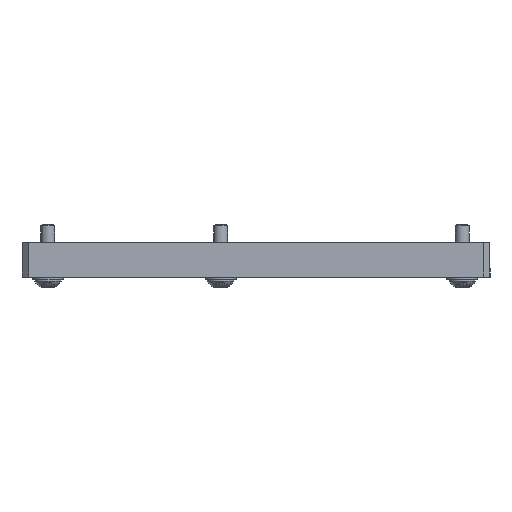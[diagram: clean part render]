
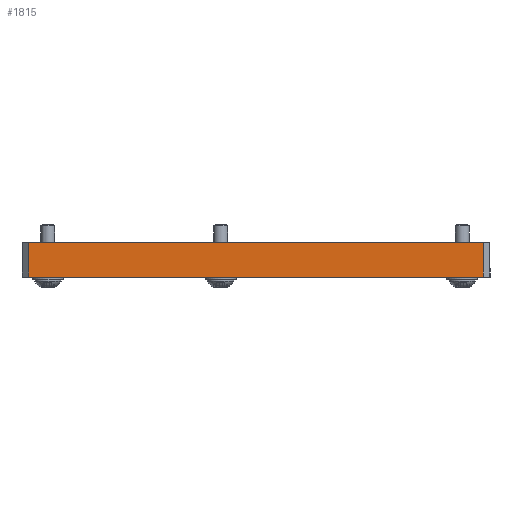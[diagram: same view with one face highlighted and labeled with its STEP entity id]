
A CAD part, left-side view. The second image highlights one B-rep face of the part: STEP entity #1815.
In plain terms, the highlighted face is planar.
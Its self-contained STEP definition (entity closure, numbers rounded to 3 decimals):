
#42 = ORIENTED_EDGE ( 'NONE', *, *, #141, .T. ) ;
#109 = CARTESIAN_POINT ( 'NONE',  ( 303.5, 0., -133.5 ) ) ;
#141 = EDGE_CURVE ( 'NONE', #1184, #1396, #2010, .T. ) ;
#261 = CARTESIAN_POINT ( 'NONE',  ( 303.5, -10., -133.5 ) ) ;
#290 = CARTESIAN_POINT ( 'NONE',  ( 303.5, 0., -133.5 ) ) ;
#323 = LINE ( 'NONE', #2968, #1857 ) ;
#472 = PLANE ( 'NONE',  #2594 ) ;
#503 = ORIENTED_EDGE ( 'NONE', *, *, #1488, .F. ) ;
#533 = DIRECTION ( 'NONE',  ( 0., 0., -1. ) ) ;
#778 = VECTOR ( 'NONE', #1425, 1000. ) ;
#799 = VERTEX_POINT ( 'NONE', #2135 ) ;
#803 = LINE ( 'NONE', #2541, #2460 ) ;
#813 = CARTESIAN_POINT ( 'NONE',  ( 303.5, -10., -2. ) ) ;
#923 = LINE ( 'NONE', #2886, #778 ) ;
#954 = DIRECTION ( 'NONE',  ( -1., 0., 0. ) ) ;
#968 = EDGE_LOOP ( 'NONE', ( #503, #1804, #2506, #42 ) ) ;
#1184 = VERTEX_POINT ( 'NONE', #261 ) ;
#1293 = VERTEX_POINT ( 'NONE', #813 ) ;
#1316 = EDGE_CURVE ( 'NONE', #1293, #1184, #323, .T. ) ;
#1396 = VERTEX_POINT ( 'NONE', #109 ) ;
#1425 = DIRECTION ( 'NONE',  ( 0., 0., -1. ) ) ;
#1488 = EDGE_CURVE ( 'NONE', #799, #1396, #923, .T. ) ;
#1525 = DIRECTION ( 'NONE',  ( 0., 0., 1. ) ) ;
#1599 = FACE_OUTER_BOUND ( 'NONE', #968, .T. ) ;
#1804 = ORIENTED_EDGE ( 'NONE', *, *, #2287, .T. ) ;
#1815 = ADVANCED_FACE ( 'NONE', ( #1599 ), #472, .F. ) ;
#1857 = VECTOR ( 'NONE', #533, 1000. ) ;
#2010 = LINE ( 'NONE', #290, #2600 ) ;
#2122 = CARTESIAN_POINT ( 'NONE',  ( 303.5, -10., -135.5 ) ) ;
#2135 = CARTESIAN_POINT ( 'NONE',  ( 303.5, 0., -2. ) ) ;
#2242 = DIRECTION ( 'NONE',  ( 0., 1., 0. ) ) ;
#2250 = DIRECTION ( 'NONE',  ( 0., -1., 0. ) ) ;
#2287 = EDGE_CURVE ( 'NONE', #799, #1293, #803, .T. ) ;
#2460 = VECTOR ( 'NONE', #2250, 1000. ) ;
#2506 = ORIENTED_EDGE ( 'NONE', *, *, #1316, .T. ) ;
#2541 = CARTESIAN_POINT ( 'NONE',  ( 303.5, -10., -2. ) ) ;
#2594 = AXIS2_PLACEMENT_3D ( 'NONE', #2122, #954, #1525 ) ;
#2600 = VECTOR ( 'NONE', #2242, 1000. ) ;
#2886 = CARTESIAN_POINT ( 'NONE',  ( 303.5, 0., 0. ) ) ;
#2968 = CARTESIAN_POINT ( 'NONE',  ( 303.5, -10., 0. ) ) ;
